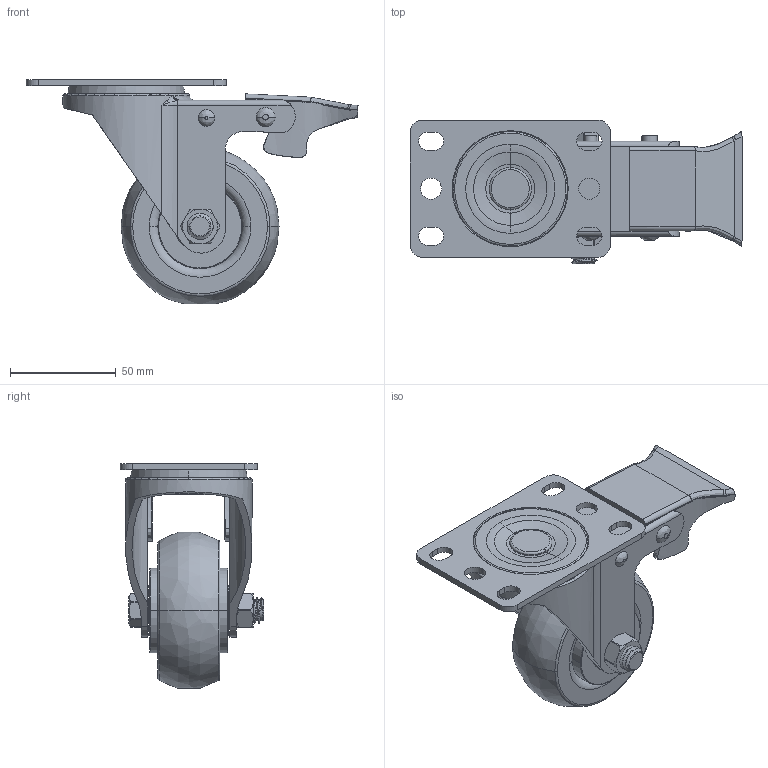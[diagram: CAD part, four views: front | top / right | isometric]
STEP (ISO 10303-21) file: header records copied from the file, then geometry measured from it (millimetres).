
FILE_DESCRIPTION((''),'2;1');
FILE_NAME('3CUN-BB-SC_ASM','2021-04-22T',('Administrator'),(''),'PRO/ENGINEER BY PARAMETRIC TECHNOLOGY CORPORATION, 2013240','PRO/ENGINEER BY PARAMETRIC TECHNOLOGY CORPORATION, 2013240','');
FILE_SCHEMA(('CONFIG_CONTROL_DESIGN'));
Length unit declared in the file: millimetre
Products named in the file (6): LUNZI-3CUN; 4CUN-WX-WANZHE-SC; 4CUN-DIBAN; LUODING-60; LUOMAO-19; 3CUN-BB-SC_ASM
Assembly tree (5 placements, depth 2):
  3CUN-BB-SC_ASM
    LUNZI-3CUN
    4CUN-WX-WANZHE-SC
    4CUN-DIBAN
    LUODING-60
    LUOMAO-19
Bounding box: 157.31 x 68 x 106.57 mm (x, y, z)
Volume: 202275.6 mm3; surface area: 66581 mm2
Topology: 5 solids, 5 shells, 307 faces, 808 edges, 523 vertices
Faces by surface type: cylinder 113, plane 86, bspline 64, torus 24, cone 18, revolution 2
Entity records: 17380 total; most frequent: CARTESIAN_POINT 10232, ORIENTED_EDGE 1616, DIRECTION 1235, EDGE_CURVE 808, VERTEX_POINT 523, AXIS2_PLACEMENT_3D 474, EDGE_LOOP 341, FACE_OUTER_BOUND 307
